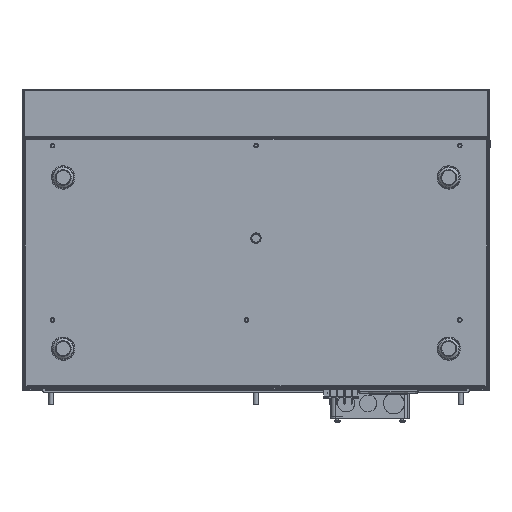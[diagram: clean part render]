
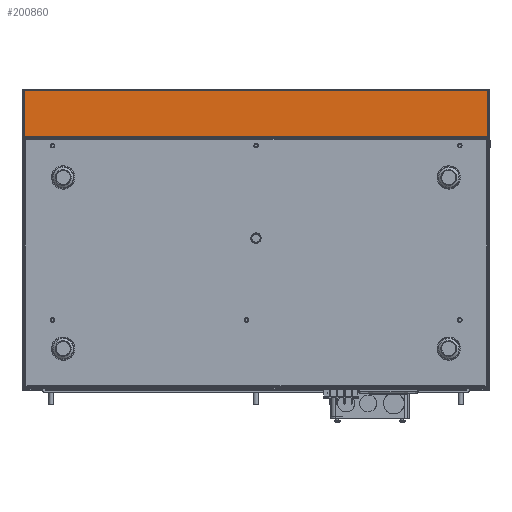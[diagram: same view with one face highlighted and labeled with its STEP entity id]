
A CAD part, front view. The second image highlights one B-rep face of the part: STEP entity #200860.
In plain terms, the highlighted free-form (B-spline) face has degree [1, 1] with [2, 2] control points.
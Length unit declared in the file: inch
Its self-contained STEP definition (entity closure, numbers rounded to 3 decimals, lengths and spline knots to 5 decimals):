
#198210=CARTESIAN_POINT('V11338',(8.15417,
   35.60485,8.99434));
#198211=VERTEX_POINT('V11338',#198210);
#198240=CARTESIAN_POINT('V11339',(-15.86583,
   35.60485,8.99434));
#198241=VERTEX_POINT('V11339',#198240);
#198328=CARTESIAN_POINT('E17152',(-15.86583,
   35.60485,8.99434));
#198329=CARTESIAN_POINT('E17152',(8.15417,
   35.60485,8.99434));
#198330=QUASI_UNIFORM_CURVE('E17152',1,(#198328,#198329),
   .POLYLINE_FORM.,.F.,.U.);
#198331=EDGE_CURVE('E17152',#198241,#198211,#198330,.T.);
#198348=CARTESIAN_POINT('V11348',(8.16317,
   35.60485,8.98634));
#198349=VERTEX_POINT('V11348',#198348);
#198402=CARTESIAN_POINT('V11347',(8.16318,
   35.60485,11.37334));
#198403=VERTEX_POINT('V11347',#198402);
#198497=CARTESIAN_POINT('E17161',(8.16317,
   35.60485,8.98634));
#198498=CARTESIAN_POINT('E17161',(8.16318,
   35.60485,11.37334));
#198499=QUASI_UNIFORM_CURVE('E17161',1,(#198497,#198498),
   .POLYLINE_FORM.,.F.,.U.);
#198500=EDGE_CURVE('E17161',#198349,#198403,#198499,.T.);
#198510=CARTESIAN_POINT('V11342',(-15.87482,
   35.60485,11.37335));
#198511=VERTEX_POINT('V11342',#198510);
#198564=CARTESIAN_POINT('V11341',(-15.87483,
   35.60485,8.98635));
#198565=VERTEX_POINT('V11341',#198564);
#198659=CARTESIAN_POINT('E17155',(-15.87482,
   35.60485,11.37335));
#198660=CARTESIAN_POINT('E17155',(-15.87483,
   35.60485,8.98635));
#198661=QUASI_UNIFORM_CURVE('E17155',1,(#198659,#198660),
   .POLYLINE_FORM.,.F.,.U.);
#198662=EDGE_CURVE('E17155',#198511,#198565,#198661,.T.);
#198674=CARTESIAN_POINT('V11344',(-15.86382,
   35.60485,11.39235));
#198675=VERTEX_POINT('V11344',#198674);
#198724=CARTESIAN_POINT('V11345',(8.15218,
   35.60485,11.39234));
#198725=VERTEX_POINT('V11345',#198724);
#198815=CARTESIAN_POINT('E17158',(8.15218,
   35.60485,11.39234));
#198816=CARTESIAN_POINT('E17158',(-15.86382,
   35.60485,11.39235));
#198817=QUASI_UNIFORM_CURVE('E17158',1,(#198815,#198816),
   .POLYLINE_FORM.,.F.,.U.);
#198818=EDGE_CURVE('E17158',#198725,#198675,#198817,.T.);
#199882=CARTESIAN_POINT('V11349',(8.15417,
   35.60485,8.98634));
#199883=VERTEX_POINT('V11349',#199882);
#199884=CARTESIAN_POINT('E17163',(8.15417,
   35.60485,8.99434));
#199885=CARTESIAN_POINT('E17163',(8.15417,
   35.60485,8.98634));
#199886=QUASI_UNIFORM_CURVE('E17163',1,(#199884,#199885),
   .POLYLINE_FORM.,.F.,.U.);
#199887=EDGE_CURVE('E17163',#198211,#199883,#199886,.T.);
#199910=CARTESIAN_POINT('E17162',(8.15417,
   35.60485,8.98634));
#199911=CARTESIAN_POINT('E17162',(8.16317,
   35.60485,8.98634));
#199912=QUASI_UNIFORM_CURVE('E17162',1,(#199910,#199911),
   .POLYLINE_FORM.,.F.,.U.);
#199913=EDGE_CURVE('E17162',#199883,#198349,#199912,.T.);
#199930=CARTESIAN_POINT('V11346',(8.15218,
   35.60485,11.37334));
#199931=VERTEX_POINT('V11346',#199930);
#199932=CARTESIAN_POINT('E17160',(8.16318,
   35.60485,11.37334));
#199933=CARTESIAN_POINT('E17160',(8.15218,
   35.60485,11.37334));
#199934=QUASI_UNIFORM_CURVE('E17160',1,(#199932,#199933),
   .POLYLINE_FORM.,.F.,.U.);
#199935=EDGE_CURVE('E17160',#198403,#199931,#199934,.T.);
#199958=CARTESIAN_POINT('E17159',(8.15218,
   35.60485,11.37334));
#199959=CARTESIAN_POINT('E17159',(8.15218,
   35.60485,11.39234));
#199960=QUASI_UNIFORM_CURVE('E17159',1,(#199958,#199959),
   .POLYLINE_FORM.,.F.,.U.);
#199961=EDGE_CURVE('E17159',#199931,#198725,#199960,.T.);
#199978=CARTESIAN_POINT('V11343',(-15.86382,
   35.60485,11.37335));
#199979=VERTEX_POINT('V11343',#199978);
#199980=CARTESIAN_POINT('E17157',(-15.86382,
   35.60485,11.39235));
#199981=CARTESIAN_POINT('E17157',(-15.86382,
   35.60485,11.37335));
#199982=QUASI_UNIFORM_CURVE('E17157',1,(#199980,#199981),
   .POLYLINE_FORM.,.F.,.U.);
#199983=EDGE_CURVE('E17157',#198675,#199979,#199982,.T.);
#200006=CARTESIAN_POINT('E17156',(-15.86382,
   35.60485,11.37335));
#200007=CARTESIAN_POINT('E17156',(-15.87482,
   35.60485,11.37335));
#200008=QUASI_UNIFORM_CURVE('E17156',1,(#200006,#200007),
   .POLYLINE_FORM.,.F.,.U.);
#200009=EDGE_CURVE('E17156',#199979,#198511,#200008,.T.);
#200026=CARTESIAN_POINT('V11340',(-15.86583,
   35.60485,8.98634));
#200027=VERTEX_POINT('V11340',#200026);
#200028=CARTESIAN_POINT('E17154',(-15.87483,
   35.60485,8.98635));
#200029=CARTESIAN_POINT('E17154',(-15.86583,
   35.60485,8.98634));
#200030=QUASI_UNIFORM_CURVE('E17154',1,(#200028,#200029),
   .POLYLINE_FORM.,.F.,.U.);
#200031=EDGE_CURVE('E17154',#198565,#200027,#200030,.T.);
#200054=CARTESIAN_POINT('E17153',(-15.86583,
   35.60485,8.98634));
#200055=CARTESIAN_POINT('E17153',(-15.86583,
   35.60485,8.99434));
#200056=QUASI_UNIFORM_CURVE('E17153',1,(#200054,#200055),
   .POLYLINE_FORM.,.F.,.U.);
#200057=EDGE_CURVE('E17153',#200027,#198241,#200056,.T.);
#200841=CARTESIAN_POINT('F5920',(8.16436,
   35.60485,8.98516));
#200842=CARTESIAN_POINT('F5920',(8.16436,
   35.60485,11.39353));
#200843=CARTESIAN_POINT('F5920',(-15.87601,
   35.60485,8.98516));
#200844=CARTESIAN_POINT('F5920',(-15.87601,
   35.60485,11.39353));
#200845=B_SPLINE_SURFACE_WITH_KNOTS('F5920',1,1,((#200841,#200843),
   (#200842,#200844)),.PLANE_SURF.,.F.,.F.,.U.,(2,2),(2,2),(0.0,
   1.0),(0.0,9.982),.UNSPECIFIED.);
#200846=ORIENTED_EDGE('E17152',*,*,#198331,.T.);
#200847=ORIENTED_EDGE('E17163',*,*,#199887,.T.);
#200848=ORIENTED_EDGE('E17162',*,*,#199913,.T.);
#200849=ORIENTED_EDGE('F6014',*,*,#198500,.T.);
#200850=ORIENTED_EDGE('E17160',*,*,#199935,.T.);
#200851=ORIENTED_EDGE('E17159',*,*,#199961,.T.);
#200852=ORIENTED_EDGE('E17158',*,*,#198818,.T.);
#200853=ORIENTED_EDGE('E17157',*,*,#199983,.T.);
#200854=ORIENTED_EDGE('E17156',*,*,#200009,.T.);
#200855=ORIENTED_EDGE('F6008',*,*,#198662,.T.);
#200856=ORIENTED_EDGE('E17154',*,*,#200031,.T.);
#200857=ORIENTED_EDGE('E17153',*,*,#200057,.T.);
#200858=EDGE_LOOP('F5920',(#200846,#200847,#200848,#200849,#200850,
   #200851,#200852,#200853,#200854,#200855,#200856,#200857));
#200859=FACE_OUTER_BOUND('F5920',#200858,.T.);
#200860=ADVANCED_FACE('F5920',(#200859),#200845,.T.);
